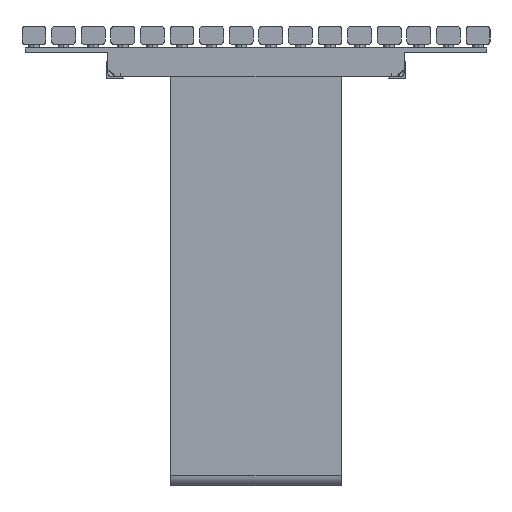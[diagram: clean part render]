
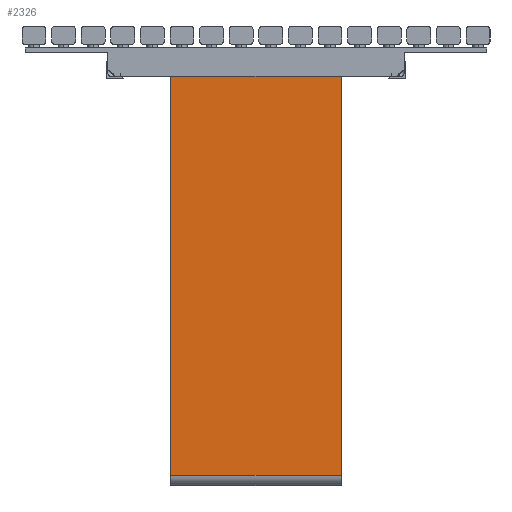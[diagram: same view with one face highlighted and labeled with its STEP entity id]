
A CAD part, left-side view. The second image highlights one B-rep face of the part: STEP entity #2326.
In plain terms, the highlighted planar face has unit normal (-1, 0, 0).
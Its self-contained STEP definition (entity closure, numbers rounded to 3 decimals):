
#294=FACE_BOUND('',#4392,.T.);
#295=FACE_BOUND('',#4393,.T.);
#2326=ADVANCED_FACE('',(#3222,#294,#295),#14903,.T.);
#3222=FACE_OUTER_BOUND('',#4391,.T.);
#4391=EDGE_LOOP('',(#8453,#8454,#8455,#8456));
#4392=EDGE_LOOP('',(#8457,#8458));
#4393=EDGE_LOOP('',(#8459,#8460));
#8453=ORIENTED_EDGE('',*,*,#10557,.T.);
#8454=ORIENTED_EDGE('',*,*,#10558,.T.);
#8455=ORIENTED_EDGE('',*,*,#10547,.T.);
#8456=ORIENTED_EDGE('',*,*,#10559,.F.);
#8457=ORIENTED_EDGE('',*,*,#10584,.F.);
#8458=ORIENTED_EDGE('',*,*,#10575,.F.);
#8459=ORIENTED_EDGE('',*,*,#10581,.F.);
#8460=ORIENTED_EDGE('',*,*,#10573,.F.);
#10547=EDGE_CURVE('',#14001,#14000,#12639,.T.);
#10557=EDGE_CURVE('',#14005,#14002,#12649,.T.);
#10558=EDGE_CURVE('',#14002,#14001,#12650,.T.);
#10559=EDGE_CURVE('',#14005,#14000,#12651,.T.);
#10573=EDGE_CURVE('',#14007,#14014,#12045,.T.);
#10575=EDGE_CURVE('',#14006,#14016,#12047,.T.);
#10581=EDGE_CURVE('',#14014,#14007,#12053,.T.);
#10584=EDGE_CURVE('',#14016,#14006,#12056,.T.);
#12045=(
BOUNDED_CURVE()
B_SPLINE_CURVE(2,(#30109,#30110,#30111,#30112,#30113,#30114,#30115,#30116,
#30117),.UNSPECIFIED.,.F.,.F.)
B_SPLINE_CURVE_WITH_KNOTS((3,2,2,2,3),(-3.142,-1.887,
-1.571,-1.254,0.),.UNSPECIFIED.)
CURVE()
GEOMETRIC_REPRESENTATION_ITEM()
RATIONAL_B_SPLINE_CURVE((1.,0.766,0.906,0.941,
1.,0.941,0.906,0.766,1.))
REPRESENTATION_ITEM('')
);
#12047=(
BOUNDED_CURVE()
B_SPLINE_CURVE(2,(#30123,#30124,#30125,#30126,#30127,#30128,#30129,#30130,
#30131),.UNSPECIFIED.,.F.,.F.)
B_SPLINE_CURVE_WITH_KNOTS((3,2,2,2,3),(-3.142,-1.887,
-1.571,-1.254,0.),.UNSPECIFIED.)
CURVE()
GEOMETRIC_REPRESENTATION_ITEM()
RATIONAL_B_SPLINE_CURVE((1.,0.766,0.906,0.941,
1.,0.941,0.906,0.766,1.))
REPRESENTATION_ITEM('')
);
#12053=(
BOUNDED_CURVE()
B_SPLINE_CURVE(2,(#30154,#30155,#30156,#30157,#30158),.UNSPECIFIED.,.F.,
 .F.)
B_SPLINE_CURVE_WITH_KNOTS((3,2,3),(0.,1.571,
3.142),.UNSPECIFIED.)
CURVE()
GEOMETRIC_REPRESENTATION_ITEM()
RATIONAL_B_SPLINE_CURVE((1.,0.707,1.,0.707,1.))
REPRESENTATION_ITEM('')
);
#12056=(
BOUNDED_CURVE()
B_SPLINE_CURVE(2,(#30166,#30167,#30168,#30169,#30170),.UNSPECIFIED.,.F.,
 .F.)
B_SPLINE_CURVE_WITH_KNOTS((3,2,3),(0.,1.571,3.142),
 .UNSPECIFIED.)
CURVE()
GEOMETRIC_REPRESENTATION_ITEM()
RATIONAL_B_SPLINE_CURVE((1.,0.707,1.,0.707,1.))
REPRESENTATION_ITEM('')
);
#12639=B_SPLINE_CURVE_WITH_KNOTS('',1,(#30046,#30047),.UNSPECIFIED.,.F.,
 .F.,(2,2),(0.,30.),.UNSPECIFIED.);
#12649=B_SPLINE_CURVE_WITH_KNOTS('',1,(#30066,#30067),.UNSPECIFIED.,.F.,
 .F.,(2,2),(-15.,15.),.UNSPECIFIED.);
#12650=B_SPLINE_CURVE_WITH_KNOTS('',1,(#30068,#30069),.UNSPECIFIED.,.F.,
 .F.,(2,2),(13.324,86.824),.UNSPECIFIED.);
#12651=B_SPLINE_CURVE_WITH_KNOTS('',1,(#30070,#30071),.UNSPECIFIED.,.F.,
 .F.,(2,2),(13.324,86.824),.UNSPECIFIED.);
#14000=VERTEX_POINT('',#30001);
#14001=VERTEX_POINT('',#30002);
#14002=VERTEX_POINT('',#30003);
#14005=VERTEX_POINT('',#30006);
#14006=VERTEX_POINT('',#30007);
#14007=VERTEX_POINT('',#30008);
#14014=VERTEX_POINT('',#30015);
#14016=VERTEX_POINT('',#30017);
#14903=PLANE('',#15295);
#15295=AXIS2_PLACEMENT_3D('',#29876,#15670,$);
#15670=DIRECTION('',(-1.,0.,0.));
#29876=CARTESIAN_POINT('',(678.,561.01,17.99));
#30001=CARTESIAN_POINT('',(678.,561.,753.));
#30002=CARTESIAN_POINT('',(678.,261.,753.));
#30003=CARTESIAN_POINT('',(678.,261.,18.));
#30006=CARTESIAN_POINT('',(678.,561.,18.));
#30007=CARTESIAN_POINT('',(678.,310.,737.));
#30008=CARTESIAN_POINT('',(678.,526.,737.));
#30015=CARTESIAN_POINT('',(678.,512.,737.));
#30017=CARTESIAN_POINT('',(678.,296.,737.));
#30046=CARTESIAN_POINT('',(678.,261.,753.));
#30047=CARTESIAN_POINT('',(678.,561.,753.));
#30066=CARTESIAN_POINT('',(678.,561.,18.));
#30067=CARTESIAN_POINT('',(678.,261.,18.));
#30068=CARTESIAN_POINT('',(678.,261.,18.));
#30069=CARTESIAN_POINT('',(678.,261.,753.));
#30070=CARTESIAN_POINT('',(678.,561.,18.));
#30071=CARTESIAN_POINT('',(678.,561.,753.));
#30109=CARTESIAN_POINT('',(678.,526.,737.));
#30110=CARTESIAN_POINT('',(678.,526.,731.841));
#30111=CARTESIAN_POINT('',(678.,521.072,730.314));
#30112=CARTESIAN_POINT('',(678.,520.06,730.));
#30113=CARTESIAN_POINT('',(678.,519.,730.));
#30114=CARTESIAN_POINT('',(678.,517.94,730.));
#30115=CARTESIAN_POINT('',(678.,516.928,730.314));
#30116=CARTESIAN_POINT('',(678.,512.,731.841));
#30117=CARTESIAN_POINT('',(678.,512.,737.));
#30123=CARTESIAN_POINT('',(678.,310.,737.));
#30124=CARTESIAN_POINT('',(678.,310.,731.841));
#30125=CARTESIAN_POINT('',(678.,305.072,730.314));
#30126=CARTESIAN_POINT('',(678.,304.06,730.));
#30127=CARTESIAN_POINT('',(678.,303.,730.));
#30128=CARTESIAN_POINT('',(678.,301.94,730.));
#30129=CARTESIAN_POINT('',(678.,300.928,730.314));
#30130=CARTESIAN_POINT('',(678.,296.,731.841));
#30131=CARTESIAN_POINT('',(678.,296.,737.));
#30154=CARTESIAN_POINT('',(678.,512.,737.));
#30155=CARTESIAN_POINT('',(678.,512.,744.));
#30156=CARTESIAN_POINT('',(678.,519.,744.));
#30157=CARTESIAN_POINT('',(678.,526.,744.));
#30158=CARTESIAN_POINT('',(678.,526.,737.));
#30166=CARTESIAN_POINT('',(678.,296.,737.));
#30167=CARTESIAN_POINT('',(678.,296.,744.));
#30168=CARTESIAN_POINT('',(678.,303.,744.));
#30169=CARTESIAN_POINT('',(678.,310.,744.));
#30170=CARTESIAN_POINT('',(678.,310.,737.));
